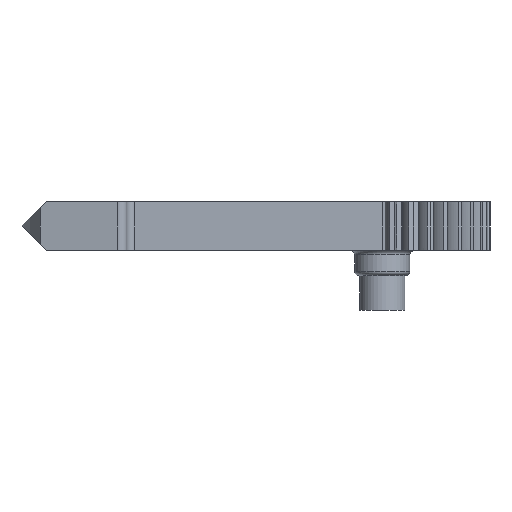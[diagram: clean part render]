
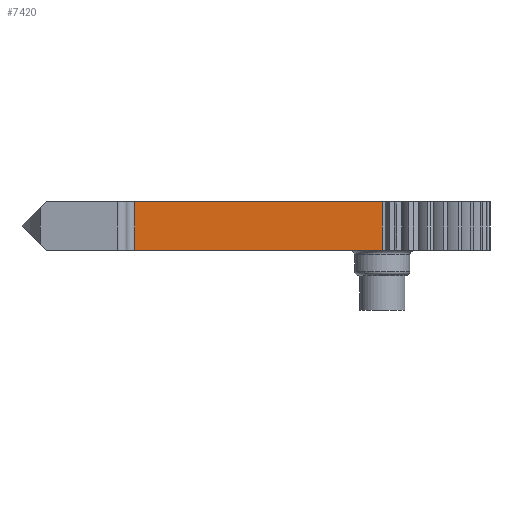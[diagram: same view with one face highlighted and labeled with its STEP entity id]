
A CAD part, left-side view. The second image highlights one B-rep face of the part: STEP entity #7420.
In plain terms, the highlighted planar face has unit normal (-1, 0, 0).
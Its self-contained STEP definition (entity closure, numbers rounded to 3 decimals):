
#1459 = VERTEX_POINT('',#1460);
#1460 = CARTESIAN_POINT('',(-18.5,0.,0.));
#1466 = EDGE_CURVE('',#1467,#1459,#1469,.T.);
#1467 = VERTEX_POINT('',#1468);
#1468 = CARTESIAN_POINT('',(-18.5,42.488,0.));
#1469 = LINE('',#1470,#1471);
#1470 = CARTESIAN_POINT('',(-18.5,0.,0.));
#1471 = VECTOR('',#1472,1.);
#1472 = DIRECTION('',(0.,-1.,0.));
#7336 = VERTEX_POINT('',#7337);
#7337 = CARTESIAN_POINT('',(-18.5,42.488,8.4));
#7344 = EDGE_CURVE('',#7336,#1467,#7345,.T.);
#7345 = LINE('',#7346,#7347);
#7346 = CARTESIAN_POINT('',(-18.5,42.488,8.4));
#7347 = VECTOR('',#7348,1.);
#7348 = DIRECTION('',(-0.,-0.,-1.));
#7420 = ADVANCED_FACE('',(#7421),#7439,.F.);
#7421 = FACE_BOUND('',#7422,.F.);
#7422 = EDGE_LOOP('',(#7423,#7431,#7437,#7438));
#7423 = ORIENTED_EDGE('',*,*,#7424,.F.);
#7424 = EDGE_CURVE('',#7425,#7336,#7427,.T.);
#7425 = VERTEX_POINT('',#7426);
#7426 = CARTESIAN_POINT('',(-18.5,0.,8.4));
#7427 = LINE('',#7428,#7429);
#7428 = CARTESIAN_POINT('',(-18.5,0.,8.4));
#7429 = VECTOR('',#7430,1.);
#7430 = DIRECTION('',(0.,1.,0.));
#7431 = ORIENTED_EDGE('',*,*,#7432,.T.);
#7432 = EDGE_CURVE('',#7425,#1459,#7433,.T.);
#7433 = LINE('',#7434,#7435);
#7434 = CARTESIAN_POINT('',(-18.5,0.,8.4));
#7435 = VECTOR('',#7436,1.);
#7436 = DIRECTION('',(-0.,-0.,-1.));
#7437 = ORIENTED_EDGE('',*,*,#1466,.F.);
#7438 = ORIENTED_EDGE('',*,*,#7344,.F.);
#7439 = PLANE('',#7440);
#7440 = AXIS2_PLACEMENT_3D('',#7441,#7442,#7443);
#7441 = CARTESIAN_POINT('',(-18.5,0.,8.4));
#7442 = DIRECTION('',(1.,0.,0.));
#7443 = DIRECTION('',(0.,1.,0.));
